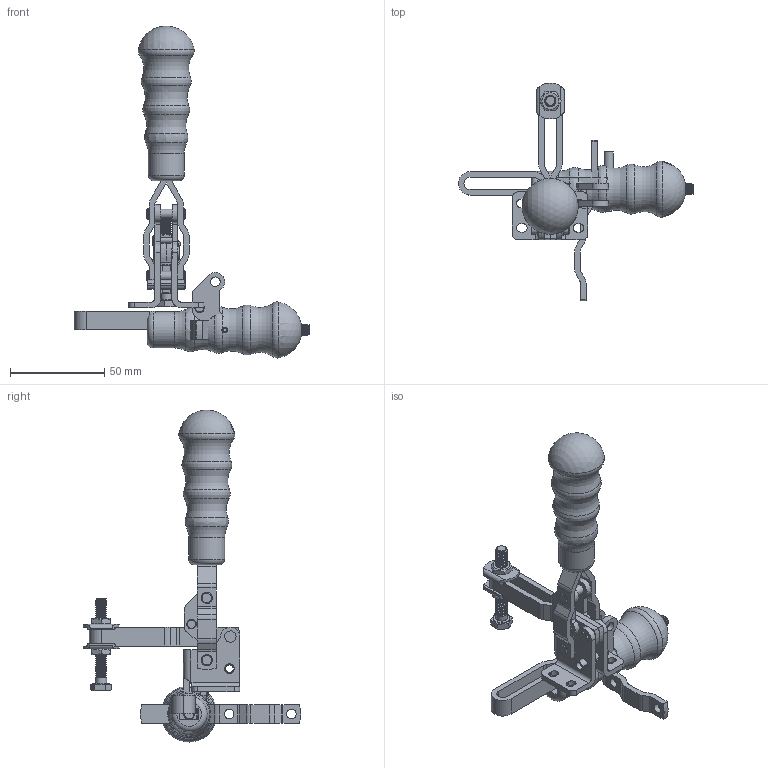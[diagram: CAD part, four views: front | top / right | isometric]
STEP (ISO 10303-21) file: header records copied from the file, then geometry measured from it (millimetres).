
FILE_DESCRIPTION( ( 'Unknown' ), '1' );
FILE_NAME( '220-UZ_UPINKA.stp', 'Unknown', ( 'Unknown' ), ( 'Unknown' ), 'PSStep 14.0', 'Unknown', ' ' );
FILE_SCHEMA( ( 'AUTOMOTIVE_DESIGN { 1 0 10303 214 1 1 1 1 }' ) );
Length unit declared in the file: millimetre
Products named in the file (20): Assem1; 220004-M_TÁHLO; 220004_TAHLO; 220004_TAHLO-oa0; 220004-NN_NYT; 220002_UPINACI PAKA; 220003_OVLADACI PAKA; 220003_OVLADACI PAKA-oa1; 220001_TELO; 940002_RUKOJET 10x6; 720620_NYT 5x20; 720620_NYT 5x20-oa2; 720614_NYT 5x14; 720614_NYT 5x14-oa3; 800069_SROUB M6x45-CSN ISO 4017; 800004_MATICE M6_DIN4398; 800004_MATICE M6_DIN4398-oa4; 930003_PODLOZKA M6; 930003_PODLOZKA M6-oa5; 800081_KOLIK 5x20_CSN ISO 2338_
Bounding box: 124.7 x 115.34 x 175.88 mm (x, y, z)
Volume: 103148.9 mm3; surface area: 63724.5 mm2
Topology: 39 solids, 39 shells, 1072 faces, 2535 edges, 1566 vertices
Faces by surface type: cylinder 381, plane 335, cone 232, torus 112, bspline 10, sphere 2
Full cylindrical faces by diameter (mm): 2 x3, 3 x9, 4.917 x12, 5 x35, 5.1 x16, 6 x100, 6.3 x4, 8.88 x2, 18.996 x2
Entity records: 17984 total; most frequent: CARTESIAN_POINT 2668, DIRECTION 2416, ORIENTED_EDGE 1864, AXIS2_PLACEMENT_3D 1018, EDGE_CURVE 932, EDGE_LOOP 840, VERTEX_POINT 719, FACE_OUTER_BOUND 661
